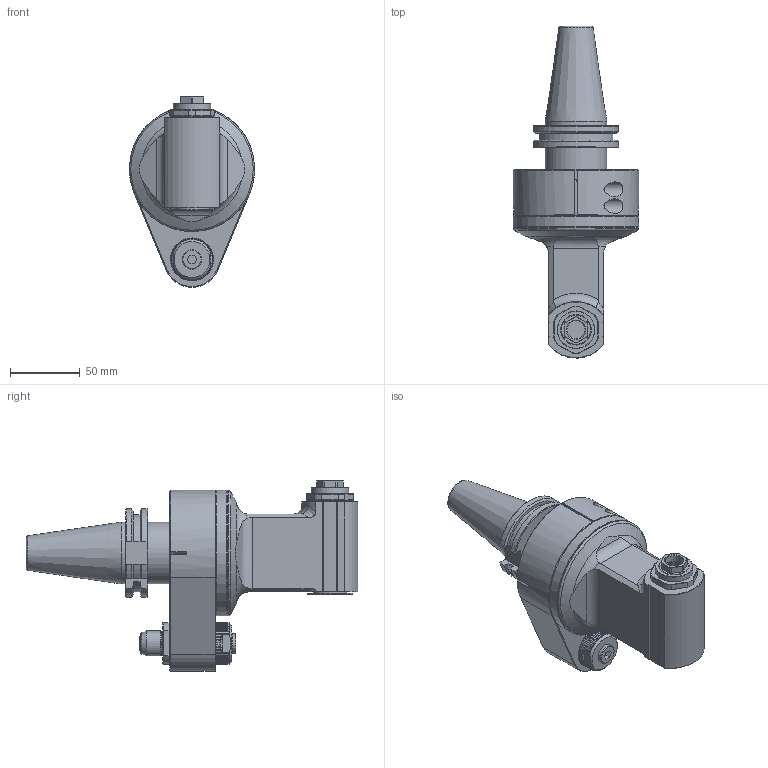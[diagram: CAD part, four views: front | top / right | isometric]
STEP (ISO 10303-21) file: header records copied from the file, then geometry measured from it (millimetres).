
FILE_DESCRIPTION(/* description */ (''),/* implementation_level */ '2;1');
FILE_NAME(/* name */ '9.G90.10000-12C40.stp',/* time_stamp */ '2024-06-14T13:59:24-04:00',/* author */ ('jkrenzer'),/* organization */ (''),/* preprocessor_version */ 'ST-DEVELOPER v18.1',/* originating_system */ 'Autodesk Inventor 2022',/* authorisation */ '');
FILE_SCHEMA (('AUTOMOTIVE_DESIGN { 1 0 10303 214 3 1 1 }'));
Length unit declared in the file: millimetre
Products named in the file (3): 9.G90.10000-12C40; 9_GA1_146_1 (Classic, Type 1, Cat40, 65mm); 9_G90_10000
Assembly tree (2 placements, depth 2):
  9.G90.10000-12C40
    9_GA1_146_1 (Classic, Type 1, Cat40, 65mm)
    9_G90_10000
Bounding box: 90 x 238.56 x 137 mm (x, y, z)
Volume: 677484.2 mm3; surface area: 117849.6 mm2
Topology: 4 solids, 6 shells, 809 faces, 2123 edges, 1376 vertices
Faces by surface type: plane 429, cylinder 180, cone 132, bspline 58, torus 9, sphere 1
Full cylindrical faces by diameter (mm): 2.5 x4, 2.7 x4, 3 x1, 3.3 x1, 4 x3, 4.2 x6, 5 x4, 6 x2, 7 x2, 8.5 x2, 9 x2, 10 x3, 10.5 x2, 11 x1, 13 x2, 14 x3, 15.2 x1, 16 x1, 17 x2, 18 x4, 19 x2, 20 x1, 21.5 x1, 25 x3, 27 x1, 30 x1, 30.5 x1, 32 x1, 35 x1, 44 x1
Entity records: 26953 total; most frequent: CARTESIAN_POINT 7031, ORIENTED_EDGE 4213, DIRECTION 4061, EDGE_CURVE 2110, AXIS2_PLACEMENT_3D 1431, VERTEX_POINT 1376, LINE 1199, VECTOR 1199
